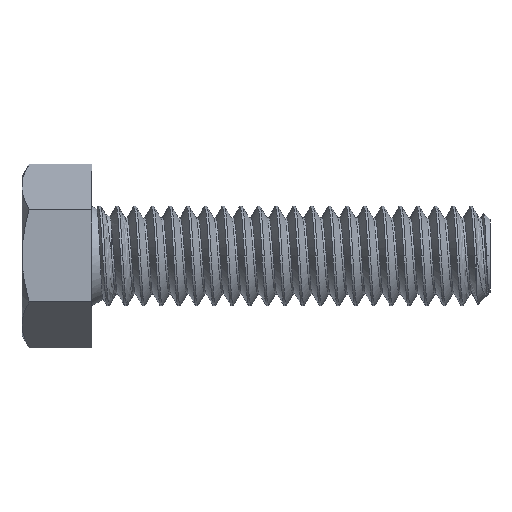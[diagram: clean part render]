
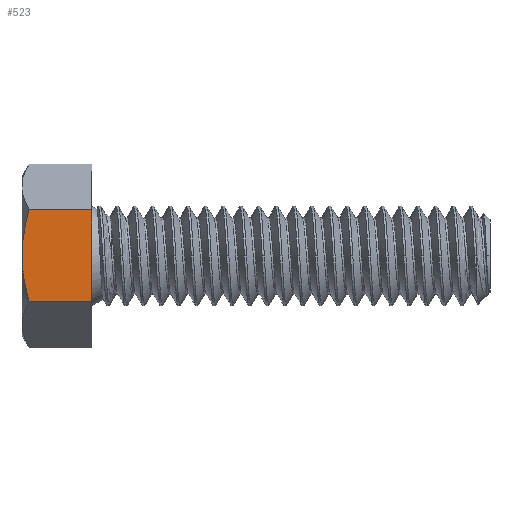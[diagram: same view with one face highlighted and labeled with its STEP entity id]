
A CAD part, top view. The second image highlights one B-rep face of the part: STEP entity #523.
In plain terms, the highlighted planar face has unit normal (0, 0, 1).
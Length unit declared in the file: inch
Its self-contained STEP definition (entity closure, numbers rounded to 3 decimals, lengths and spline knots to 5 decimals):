
#29 = VECTOR ( 'NONE', #3477, 39.37008 ) ;
#145 = ORIENTED_EDGE ( 'NONE', *, *, #4209, .T. ) ;
#174 = EDGE_CURVE ( 'NONE', #4434, #3711, #5484, .T. ) ;
#315 = ORIENTED_EDGE ( 'NONE', *, *, #1058, .F. ) ;
#334 = CARTESIAN_POINT ( 'NONE',  ( -0.72439, 0.09735, 0.25 ) ) ;
#523 = ADVANCED_FACE ( 'NONE', ( #3739 ), #4368, .F. ) ;
#842 = VERTEX_POINT ( 'NONE', #3478 ) ;
#861 = CARTESIAN_POINT ( 'NONE',  ( -0.73438, 0.02445, 0.25 ) ) ;
#912 = EDGE_CURVE ( 'NONE', #6268, #842, #5667, .T. ) ;
#924 = CARTESIAN_POINT ( 'NONE',  ( -0.51563, 0.14434, 0.25 ) ) ;
#1058 = EDGE_CURVE ( 'NONE', #842, #4434, #2408, .T. ) ;
#1213 = VERTEX_POINT ( 'NONE', #6432 ) ;
#1379 = CARTESIAN_POINT ( 'NONE',  ( -0.73438, -0.02443, 0.25 ) ) ;
#1467 = LINE ( 'NONE', #6441, #4736 ) ;
#1909 = DIRECTION ( 'NONE',  ( 1., 0., 0. ) ) ;
#1923 = CARTESIAN_POINT ( 'NONE',  ( -0.71205, 0.14434, 0.25 ) ) ;
#2101 = CARTESIAN_POINT ( 'NONE',  ( -0.73438, -0.14434, 0.25 ) ) ;
#2364 = ORIENTED_EDGE ( 'NONE', *, *, #4399, .T. ) ;
#2408 = B_SPLINE_CURVE_WITH_KNOTS ( 'NONE', 3,
 ( #5251, #861, #3042, #334, #6238, #5786 ),
 .UNSPECIFIED., .F., .F.,
 ( 4, 2, 4 ),
 ( 0.0106, 0.01246, 0.01431 ),
 .UNSPECIFIED. ) ;
#2436 = CARTESIAN_POINT ( 'NONE',  ( -0.73438, 0.14434, 0.25 ) ) ;
#2996 = CARTESIAN_POINT ( 'NONE',  ( -0.71883, -0.12082, 0.25 ) ) ;
#3018 = CARTESIAN_POINT ( 'NONE',  ( -0.71205, -0.14434, 0.25 ) ) ;
#3042 = CARTESIAN_POINT ( 'NONE',  ( -0.73221, 0.0492, 0.25 ) ) ;
#3477 = DIRECTION ( 'NONE',  ( 0., 1., 0. ) ) ;
#3478 = CARTESIAN_POINT ( 'NONE',  ( -0.73438, 0., 0.25 ) ) ;
#3525 = CARTESIAN_POINT ( 'NONE',  ( -0.73227, -0.04867, 0.25 ) ) ;
#3562 = ORIENTED_EDGE ( 'NONE', *, *, #174, .F. ) ;
#3711 = VERTEX_POINT ( 'NONE', #924 ) ;
#3739 = FACE_OUTER_BOUND ( 'NONE', #3839, .T. ) ;
#3822 = CARTESIAN_POINT ( 'NONE',  ( -0.71205, -0.14434, 0.25 ) ) ;
#3839 = EDGE_LOOP ( 'NONE', ( #4817, #145, #2364, #3562, #315 ) ) ;
#4033 = CARTESIAN_POINT ( 'NONE',  ( -0.51563, -0.14434, 0.25 ) ) ;
#4055 = VECTOR ( 'NONE', #1909, 39.37008 ) ;
#4209 = EDGE_CURVE ( 'NONE', #6268, #1213, #1467, .T. ) ;
#4211 = DIRECTION ( 'NONE',  ( 0., 0., -1. ) ) ;
#4313 = AXIS2_PLACEMENT_3D ( 'NONE', #2101, #4211, #6504 ) ;
#4368 = PLANE ( 'NONE',  #4313 ) ;
#4399 = EDGE_CURVE ( 'NONE', #1213, #3711, #5914, .T. ) ;
#4434 = VERTEX_POINT ( 'NONE', #1923 ) ;
#4527 = CARTESIAN_POINT ( 'NONE',  ( -0.73438, 0., 0.25 ) ) ;
#4736 = VECTOR ( 'NONE', #6057, 39.37008 ) ;
#4817 = ORIENTED_EDGE ( 'NONE', *, *, #912, .F. ) ;
#5251 = CARTESIAN_POINT ( 'NONE',  ( -0.73438, 0., 0.25 ) ) ;
#5484 = LINE ( 'NONE', #2436, #4055 ) ;
#5667 = B_SPLINE_CURVE_WITH_KNOTS ( 'NONE', 3,
 ( #3018, #2996, #6693, #3525, #1379, #4527 ),
 .UNSPECIFIED., .F., .F.,
 ( 4, 2, 4 ),
 ( 0.00689, 0.00874, 0.0106 ),
 .UNSPECIFIED. ) ;
#5786 = CARTESIAN_POINT ( 'NONE',  ( -0.71205, 0.14434, 0.25 ) ) ;
#5914 = LINE ( 'NONE', #4033, #29 ) ;
#6057 = DIRECTION ( 'NONE',  ( 1., 0., 0. ) ) ;
#6238 = CARTESIAN_POINT ( 'NONE',  ( -0.71879, 0.12099, 0.25 ) ) ;
#6268 = VERTEX_POINT ( 'NONE', #3822 ) ;
#6432 = CARTESIAN_POINT ( 'NONE',  ( -0.51563, -0.14434, 0.25 ) ) ;
#6441 = CARTESIAN_POINT ( 'NONE',  ( -0.73438, -0.14434, 0.25 ) ) ;
#6504 = DIRECTION ( 'NONE',  ( 0., 1., 0. ) ) ;
#6693 = CARTESIAN_POINT ( 'NONE',  ( -0.72451, -0.09681, 0.25 ) ) ;
